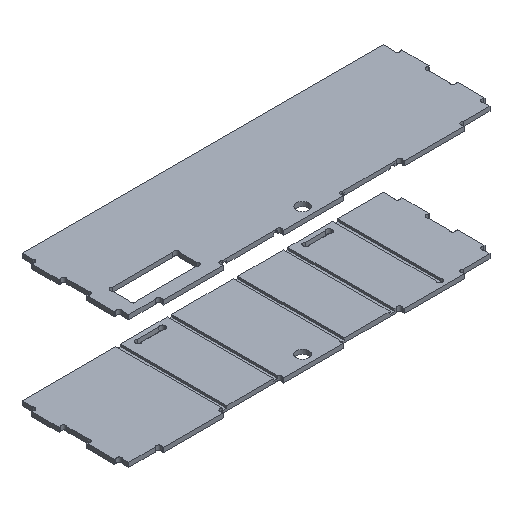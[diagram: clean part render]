
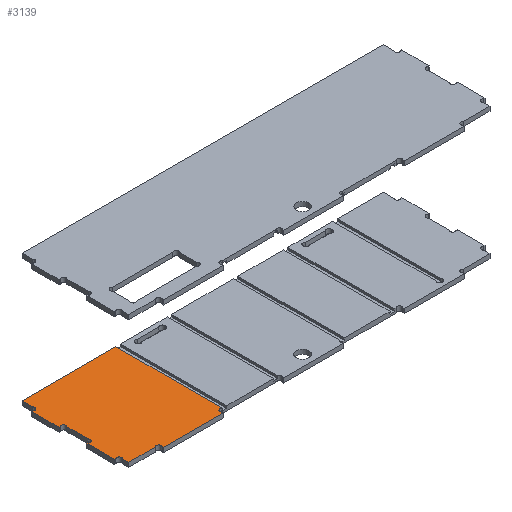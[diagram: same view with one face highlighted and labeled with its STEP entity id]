
A CAD part, isometric view. The second image highlights one B-rep face of the part: STEP entity #3139.
In plain terms, the highlighted planar face has unit normal (0, 0, 1).
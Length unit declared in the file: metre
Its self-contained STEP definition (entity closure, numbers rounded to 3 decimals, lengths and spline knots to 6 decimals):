
#141=CIRCLE('',#3407,0.009525);
#142=CIRCLE('',#3408,0.009525);
#143=CIRCLE('',#3409,0.009525);
#144=CIRCLE('',#3410,0.009525);
#145=CIRCLE('',#3411,0.009525);
#146=CIRCLE('',#3412,0.009525);
#763=ORIENTED_EDGE('',*,*,#1434,.T.);
#764=ORIENTED_EDGE('',*,*,#1447,.T.);
#765=ORIENTED_EDGE('',*,*,#1448,.F.);
#766=ORIENTED_EDGE('',*,*,#1449,.F.);
#767=ORIENTED_EDGE('',*,*,#1450,.T.);
#768=ORIENTED_EDGE('',*,*,#1451,.T.);
#769=ORIENTED_EDGE('',*,*,#1452,.F.);
#770=ORIENTED_EDGE('',*,*,#1453,.F.);
#771=ORIENTED_EDGE('',*,*,#1454,.T.);
#772=ORIENTED_EDGE('',*,*,#1455,.T.);
#773=ORIENTED_EDGE('',*,*,#1456,.T.);
#774=ORIENTED_EDGE('',*,*,#1457,.T.);
#775=ORIENTED_EDGE('',*,*,#1458,.F.);
#776=ORIENTED_EDGE('',*,*,#1459,.T.);
#777=ORIENTED_EDGE('',*,*,#1460,.T.);
#778=ORIENTED_EDGE('',*,*,#1461,.T.);
#779=ORIENTED_EDGE('',*,*,#1462,.F.);
#780=ORIENTED_EDGE('',*,*,#1463,.T.);
#781=ORIENTED_EDGE('',*,*,#1464,.T.);
#782=ORIENTED_EDGE('',*,*,#1465,.T.);
#783=ORIENTED_EDGE('',*,*,#1466,.F.);
#784=ORIENTED_EDGE('',*,*,#1467,.T.);
#1434=EDGE_CURVE('',#1813,#1812,#2125,.T.);
#1447=EDGE_CURVE('',#1812,#1819,#2137,.T.);
#1448=EDGE_CURVE('',#1820,#1819,#2138,.T.);
#1449=EDGE_CURVE('',#1821,#1820,#2139,.T.);
#1450=EDGE_CURVE('',#1821,#1822,#141,.T.);
#1451=EDGE_CURVE('',#1822,#1823,#2140,.T.);
#1452=EDGE_CURVE('',#1824,#1823,#2141,.T.);
#1453=EDGE_CURVE('',#1825,#1824,#2142,.T.);
#1454=EDGE_CURVE('',#1825,#1826,#142,.T.);
#1455=EDGE_CURVE('',#1826,#1827,#2143,.T.);
#1456=EDGE_CURVE('',#1827,#1828,#143,.T.);
#1457=EDGE_CURVE('',#1828,#1829,#2144,.T.);
#1458=EDGE_CURVE('',#1830,#1829,#2145,.T.);
#1459=EDGE_CURVE('',#1830,#1831,#2146,.T.);
#1460=EDGE_CURVE('',#1831,#1832,#144,.T.);
#1461=EDGE_CURVE('',#1832,#1833,#2147,.T.);
#1462=EDGE_CURVE('',#1834,#1833,#2148,.T.);
#1463=EDGE_CURVE('',#1834,#1835,#145,.T.);
#1464=EDGE_CURVE('',#1835,#1836,#2149,.T.);
#1465=EDGE_CURVE('',#1836,#1837,#2150,.T.);
#1466=EDGE_CURVE('',#1838,#1837,#2151,.T.);
#1467=EDGE_CURVE('',#1838,#1813,#146,.T.);
#1812=VERTEX_POINT('',#5082);
#1813=VERTEX_POINT('',#5084);
#1819=VERTEX_POINT('',#5106);
#1820=VERTEX_POINT('',#5108);
#1821=VERTEX_POINT('',#5110);
#1822=VERTEX_POINT('',#5112);
#1823=VERTEX_POINT('',#5114);
#1824=VERTEX_POINT('',#5116);
#1825=VERTEX_POINT('',#5118);
#1826=VERTEX_POINT('',#5120);
#1827=VERTEX_POINT('',#5122);
#1828=VERTEX_POINT('',#5124);
#1829=VERTEX_POINT('',#5126);
#1830=VERTEX_POINT('',#5128);
#1831=VERTEX_POINT('',#5130);
#1832=VERTEX_POINT('',#5132);
#1833=VERTEX_POINT('',#5134);
#1834=VERTEX_POINT('',#5136);
#1835=VERTEX_POINT('',#5138);
#1836=VERTEX_POINT('',#5140);
#1837=VERTEX_POINT('',#5142);
#1838=VERTEX_POINT('',#5144);
#2125=LINE('',#5083,#2496);
#2137=LINE('',#5105,#2508);
#2138=LINE('',#5107,#2509);
#2139=LINE('',#5109,#2510);
#2140=LINE('',#5113,#2511);
#2141=LINE('',#5115,#2512);
#2142=LINE('',#5117,#2513);
#2143=LINE('',#5121,#2514);
#2144=LINE('',#5125,#2515);
#2145=LINE('',#5127,#2516);
#2146=LINE('',#5129,#2517);
#2147=LINE('',#5133,#2518);
#2148=LINE('',#5135,#2519);
#2149=LINE('',#5139,#2520);
#2150=LINE('',#5141,#2521);
#2151=LINE('',#5143,#2522);
#2496=VECTOR('',#4105,1.);
#2508=VECTOR('',#4125,1.);
#2509=VECTOR('',#4126,1.);
#2510=VECTOR('',#4127,1.);
#2511=VECTOR('',#4130,1.);
#2512=VECTOR('',#4131,1.);
#2513=VECTOR('',#4132,1.);
#2514=VECTOR('',#4135,1.);
#2515=VECTOR('',#4138,1.);
#2516=VECTOR('',#4139,1.);
#2517=VECTOR('',#4140,1.);
#2518=VECTOR('',#4143,1.);
#2519=VECTOR('',#4144,1.);
#2520=VECTOR('',#4147,1.);
#2521=VECTOR('',#4148,1.);
#2522=VECTOR('',#4149,1.);
#2693=EDGE_LOOP('',(#763,#764,#765,#766,#767,#768,#769,#770,#771,#772,#773,
#774,#775,#776,#777,#778,#779,#780,#781,#782,#783,#784));
#2864=FACE_BOUND('',#2693,.T.);
#3004=PLANE('',#3406);
#3139=ADVANCED_FACE('',(#2864),#3004,.F.);
#3406=AXIS2_PLACEMENT_3D('',#5104,#4123,#4124);
#3407=AXIS2_PLACEMENT_3D('',#5111,#4128,#4129);
#3408=AXIS2_PLACEMENT_3D('',#5119,#4133,#4134);
#3409=AXIS2_PLACEMENT_3D('',#5123,#4136,#4137);
#3410=AXIS2_PLACEMENT_3D('',#5131,#4141,#4142);
#3411=AXIS2_PLACEMENT_3D('',#5137,#4145,#4146);
#3412=AXIS2_PLACEMENT_3D('',#5145,#4150,#4151);
#4105=DIRECTION('',(1.,0.,0.));
#4123=DIRECTION('',(0.,0.,-1.));
#4124=DIRECTION('',(1.,0.,0.));
#4125=DIRECTION('',(0.,1.,0.));
#4126=DIRECTION('',(1.,0.,0.));
#4127=DIRECTION('',(0.,1.,0.));
#4128=DIRECTION('',(0.,0.,-1.));
#4129=DIRECTION('',(1.,0.,0.));
#4130=DIRECTION('',(-1.,0.,0.));
#4131=DIRECTION('',(0.,1.,0.));
#4132=DIRECTION('',(-1.,0.,0.));
#4133=DIRECTION('',(0.,0.,-1.));
#4134=DIRECTION('',(1.,0.,0.));
#4135=DIRECTION('',(0.,-1.,0.));
#4136=DIRECTION('',(0.,0.,-1.));
#4137=DIRECTION('',(1.,0.,0.));
#4138=DIRECTION('',(-1.,0.,0.));
#4139=DIRECTION('',(0.,1.,0.));
#4140=DIRECTION('',(1.,0.,0.));
#4141=DIRECTION('',(0.,0.,-1.));
#4142=DIRECTION('',(1.,0.,0.));
#4143=DIRECTION('',(0.,-1.,0.));
#4144=DIRECTION('',(-1.,0.,0.));
#4145=DIRECTION('',(0.,0.,-1.));
#4146=DIRECTION('',(1.,0.,0.));
#4147=DIRECTION('',(0.,-1.,0.));
#4148=DIRECTION('',(1.,0.,0.));
#4149=DIRECTION('',(0.,-1.,0.));
#4150=DIRECTION('',(0.,0.,-1.));
#4151=DIRECTION('',(1.,0.,0.));
#5082=CARTESIAN_POINT('',(-0.352,-0.707,-0.5));
#5083=CARTESIAN_POINT('',(-0.244,-0.707,-0.5));
#5084=CARTESIAN_POINT('',(-0.35253,-0.707,-0.5));
#5104=CARTESIAN_POINT('',(0.,-0.5,-0.5));
#5105=CARTESIAN_POINT('',(-0.352,-0.454318,-0.5));
#5106=CARTESIAN_POINT('',(-0.352,-0.275,-0.5));
#5107=CARTESIAN_POINT('',(0.,-0.275,-0.5));
#5108=CARTESIAN_POINT('',(-0.732,-0.275,-0.5));
#5109=CARTESIAN_POINT('',(-0.732,-0.303125,-0.5));
#5110=CARTESIAN_POINT('',(-0.732,-0.31778,-0.5));
#5111=CARTESIAN_POINT('',(-0.738735,-0.324515,-0.5));
#5112=CARTESIAN_POINT('',(-0.74547,-0.33125,-0.5));
#5113=CARTESIAN_POINT('',(-0.741,-0.33125,-0.5));
#5114=CARTESIAN_POINT('',(-0.75,-0.33125,-0.5));
#5115=CARTESIAN_POINT('',(-0.75,-0.5,-0.5));
#5116=CARTESIAN_POINT('',(-0.75,-0.44375,-0.5));
#5117=CARTESIAN_POINT('',(-0.741,-0.44375,-0.5));
#5118=CARTESIAN_POINT('',(-0.74547,-0.44375,-0.5));
#5119=CARTESIAN_POINT('',(-0.738735,-0.450485,-0.5));
#5120=CARTESIAN_POINT('',(-0.732,-0.45722,-0.5));
#5121=CARTESIAN_POINT('',(-0.732,-0.5,-0.5));
#5122=CARTESIAN_POINT('',(-0.732,-0.54278,-0.5));
#5123=CARTESIAN_POINT('',(-0.738735,-0.549515,-0.5));
#5124=CARTESIAN_POINT('',(-0.74547,-0.55625,-0.5));
#5125=CARTESIAN_POINT('',(-0.741,-0.55625,-0.5));
#5126=CARTESIAN_POINT('',(-0.75,-0.55625,-0.5));
#5127=CARTESIAN_POINT('',(-0.75,-0.5,-0.5));
#5128=CARTESIAN_POINT('',(-0.75,-0.66875,-0.5));
#5129=CARTESIAN_POINT('',(-0.741,-0.66875,-0.5));
#5130=CARTESIAN_POINT('',(-0.74547,-0.66875,-0.5));
#5131=CARTESIAN_POINT('',(-0.738735,-0.675485,-0.5));
#5132=CARTESIAN_POINT('',(-0.732,-0.68222,-0.5));
#5133=CARTESIAN_POINT('',(-0.732,-0.687875,-0.5));
#5134=CARTESIAN_POINT('',(-0.732,-0.707,-0.5));
#5135=CARTESIAN_POINT('',(-0.671,-0.707,-0.5));
#5136=CARTESIAN_POINT('',(-0.62347,-0.707,-0.5));
#5137=CARTESIAN_POINT('',(-0.616735,-0.713735,-0.5));
#5138=CARTESIAN_POINT('',(-0.61,-0.72047,-0.5));
#5139=CARTESIAN_POINT('',(-0.61,-0.716,-0.5));
#5140=CARTESIAN_POINT('',(-0.61,-0.725,-0.5));
#5141=CARTESIAN_POINT('',(0.,-0.725,-0.5));
#5142=CARTESIAN_POINT('',(-0.366,-0.725,-0.5));
#5143=CARTESIAN_POINT('',(-0.366,-0.716,-0.5));
#5144=CARTESIAN_POINT('',(-0.366,-0.72047,-0.5));
#5145=CARTESIAN_POINT('',(-0.359265,-0.713735,-0.5));
